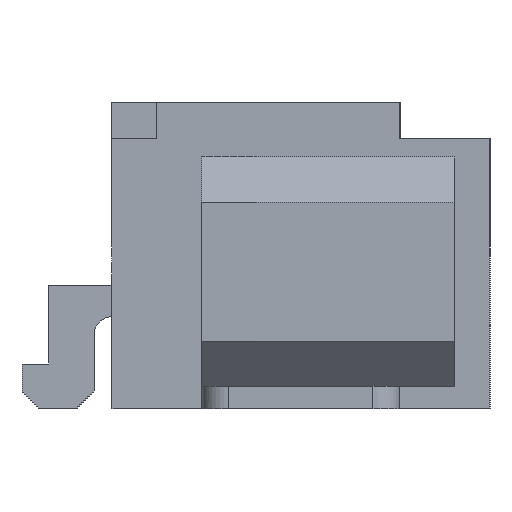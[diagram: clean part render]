
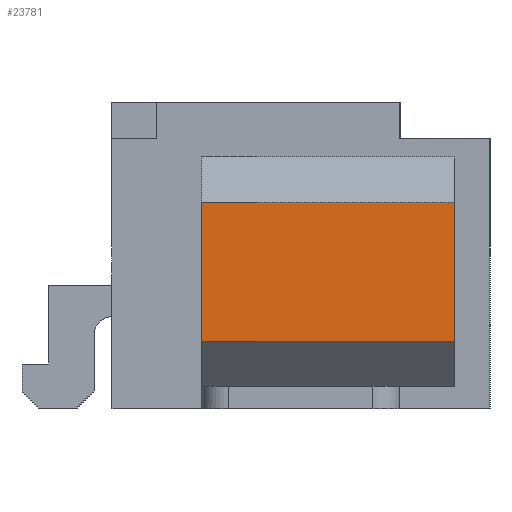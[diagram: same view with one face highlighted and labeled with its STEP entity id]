
A CAD part, left-side view. The second image highlights one B-rep face of the part: STEP entity #23781.
In plain terms, the highlighted planar face has unit normal (-1, 0, 0).
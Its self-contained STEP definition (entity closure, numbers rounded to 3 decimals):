
#9159 = PLANE('',#9160);
#9160 = AXIS2_PLACEMENT_3D('',#9161,#9162,#9163);
#9161 = CARTESIAN_POINT('',(-7.125,-0.35,0.25));
#9162 = DIRECTION('',(0.,-1.,0.));
#9163 = DIRECTION('',(0.,0.,-1.));
#9381 = PLANE('',#9382);
#9382 = AXIS2_PLACEMENT_3D('',#9383,#9384,#9385);
#9383 = CARTESIAN_POINT('',(-7.125,-3.15,0.25));
#9384 = DIRECTION('',(0.,-1.,0.));
#9385 = DIRECTION('',(0.,0.,-1.));
#18700 = PLANE('',#18701);
#18701 = AXIS2_PLACEMENT_3D('',#18702,#18703,#18704);
#18702 = CARTESIAN_POINT('',(-8.875,-0.35,2.3));
#18703 = DIRECTION('',(0.,0.,1.));
#18704 = DIRECTION('',(1.,0.,0.));
#18784 = VERTEX_POINT('',#18785);
#18785 = CARTESIAN_POINT('',(-8.875,-3.15,2.3));
#18806 = EDGE_CURVE('',#18807,#18784,#18809,.T.);
#18807 = VERTEX_POINT('',#18808);
#18808 = CARTESIAN_POINT('',(-8.875,-3.15,0.75));
#18809 = SURFACE_CURVE('',#18810,(#18814,#18821),.PCURVE_S1.);
#18810 = LINE('',#18811,#18812);
#18811 = CARTESIAN_POINT('',(-8.875,-3.15,0.75));
#18812 = VECTOR('',#18813,1.);
#18813 = DIRECTION('',(0.,0.,1.));
#18814 = PCURVE('',#9381,#18815);
#18815 = DEFINITIONAL_REPRESENTATION('',(#18816),#18820);
#18816 = LINE('',#18817,#18818);
#18817 = CARTESIAN_POINT('',(-0.5,-1.75));
#18818 = VECTOR('',#18819,1.);
#18819 = DIRECTION('',(-1.,0.));
#18820 = ( GEOMETRIC_REPRESENTATION_CONTEXT(2)
PARAMETRIC_REPRESENTATION_CONTEXT() REPRESENTATION_CONTEXT('2D SPACE',''
) );
#18821 = PCURVE('',#18822,#18827);
#18822 = PLANE('',#18823);
#18823 = AXIS2_PLACEMENT_3D('',#18824,#18825,#18826);
#18824 = CARTESIAN_POINT('',(-8.875,-0.35,0.75));
#18825 = DIRECTION('',(-1.,0.,0.));
#18826 = DIRECTION('',(0.,0.,1.));
#18827 = DEFINITIONAL_REPRESENTATION('',(#18828),#18832);
#18828 = LINE('',#18829,#18830);
#18829 = CARTESIAN_POINT('',(0.,-2.8));
#18830 = VECTOR('',#18831,1.);
#18831 = DIRECTION('',(1.,0.));
#18832 = ( GEOMETRIC_REPRESENTATION_CONTEXT(2)
PARAMETRIC_REPRESENTATION_CONTEXT() REPRESENTATION_CONTEXT('2D SPACE',''
) );
#18848 = PLANE('',#18849);
#18849 = AXIS2_PLACEMENT_3D('',#18850,#18851,#18852);
#18850 = CARTESIAN_POINT('',(-8.375,-0.35,0.25));
#18851 = DIRECTION('',(-0.707,0.,-0.707));
#18852 = DIRECTION('',(-0.707,0.,0.707));
#19576 = VERTEX_POINT('',#19577);
#19577 = CARTESIAN_POINT('',(-8.875,-0.35,2.3));
#19598 = EDGE_CURVE('',#19599,#19576,#19601,.T.);
#19599 = VERTEX_POINT('',#19600);
#19600 = CARTESIAN_POINT('',(-8.875,-0.35,0.75));
#19601 = SURFACE_CURVE('',#19602,(#19606,#19613),.PCURVE_S1.);
#19602 = LINE('',#19603,#19604);
#19603 = CARTESIAN_POINT('',(-8.875,-0.35,0.75));
#19604 = VECTOR('',#19605,1.);
#19605 = DIRECTION('',(0.,0.,1.));
#19606 = PCURVE('',#9159,#19607);
#19607 = DEFINITIONAL_REPRESENTATION('',(#19608),#19612);
#19608 = LINE('',#19609,#19610);
#19609 = CARTESIAN_POINT('',(-0.5,-1.75));
#19610 = VECTOR('',#19611,1.);
#19611 = DIRECTION('',(-1.,0.));
#19612 = ( GEOMETRIC_REPRESENTATION_CONTEXT(2)
PARAMETRIC_REPRESENTATION_CONTEXT() REPRESENTATION_CONTEXT('2D SPACE',''
) );
#19613 = PCURVE('',#18822,#19614);
#19614 = DEFINITIONAL_REPRESENTATION('',(#19615),#19619);
#19615 = LINE('',#19616,#19617);
#19616 = CARTESIAN_POINT('',(0.,0.));
#19617 = VECTOR('',#19618,1.);
#19618 = DIRECTION('',(1.,0.));
#19619 = ( GEOMETRIC_REPRESENTATION_CONTEXT(2)
PARAMETRIC_REPRESENTATION_CONTEXT() REPRESENTATION_CONTEXT('2D SPACE',''
) );
#23682 = EDGE_CURVE('',#19576,#18784,#23683,.T.);
#23683 = SURFACE_CURVE('',#23684,(#23688,#23695),.PCURVE_S1.);
#23684 = LINE('',#23685,#23686);
#23685 = CARTESIAN_POINT('',(-8.875,-0.35,2.3));
#23686 = VECTOR('',#23687,1.);
#23687 = DIRECTION('',(0.,-1.,0.));
#23688 = PCURVE('',#18700,#23689);
#23689 = DEFINITIONAL_REPRESENTATION('',(#23690),#23694);
#23690 = LINE('',#23691,#23692);
#23691 = CARTESIAN_POINT('',(0.,0.));
#23692 = VECTOR('',#23693,1.);
#23693 = DIRECTION('',(0.,-1.));
#23694 = ( GEOMETRIC_REPRESENTATION_CONTEXT(2)
PARAMETRIC_REPRESENTATION_CONTEXT() REPRESENTATION_CONTEXT('2D SPACE',''
) );
#23695 = PCURVE('',#18822,#23696);
#23696 = DEFINITIONAL_REPRESENTATION('',(#23697),#23701);
#23697 = LINE('',#23698,#23699);
#23698 = CARTESIAN_POINT('',(1.55,0.));
#23699 = VECTOR('',#23700,1.);
#23700 = DIRECTION('',(0.,-1.));
#23701 = ( GEOMETRIC_REPRESENTATION_CONTEXT(2)
PARAMETRIC_REPRESENTATION_CONTEXT() REPRESENTATION_CONTEXT('2D SPACE',''
) );
#23760 = EDGE_CURVE('',#19599,#18807,#23761,.T.);
#23761 = SURFACE_CURVE('',#23762,(#23766,#23773),.PCURVE_S1.);
#23762 = LINE('',#23763,#23764);
#23763 = CARTESIAN_POINT('',(-8.875,-0.35,0.75));
#23764 = VECTOR('',#23765,1.);
#23765 = DIRECTION('',(0.,-1.,0.));
#23766 = PCURVE('',#18848,#23767);
#23767 = DEFINITIONAL_REPRESENTATION('',(#23768),#23772);
#23768 = LINE('',#23769,#23770);
#23769 = CARTESIAN_POINT('',(0.707,0.));
#23770 = VECTOR('',#23771,1.);
#23771 = DIRECTION('',(0.,-1.));
#23772 = ( GEOMETRIC_REPRESENTATION_CONTEXT(2)
PARAMETRIC_REPRESENTATION_CONTEXT() REPRESENTATION_CONTEXT('2D SPACE',''
) );
#23773 = PCURVE('',#18822,#23774);
#23774 = DEFINITIONAL_REPRESENTATION('',(#23775),#23779);
#23775 = LINE('',#23776,#23777);
#23776 = CARTESIAN_POINT('',(0.,0.));
#23777 = VECTOR('',#23778,1.);
#23778 = DIRECTION('',(0.,-1.));
#23779 = ( GEOMETRIC_REPRESENTATION_CONTEXT(2)
PARAMETRIC_REPRESENTATION_CONTEXT() REPRESENTATION_CONTEXT('2D SPACE',''
) );
#23781 = ADVANCED_FACE('',(#23782),#18822,.T.);
#23782 = FACE_BOUND('',#23783,.T.);
#23783 = EDGE_LOOP('',(#23784,#23785,#23786,#23787));
#23784 = ORIENTED_EDGE('',*,*,#23760,.T.);
#23785 = ORIENTED_EDGE('',*,*,#18806,.T.);
#23786 = ORIENTED_EDGE('',*,*,#23682,.F.);
#23787 = ORIENTED_EDGE('',*,*,#19598,.F.);
